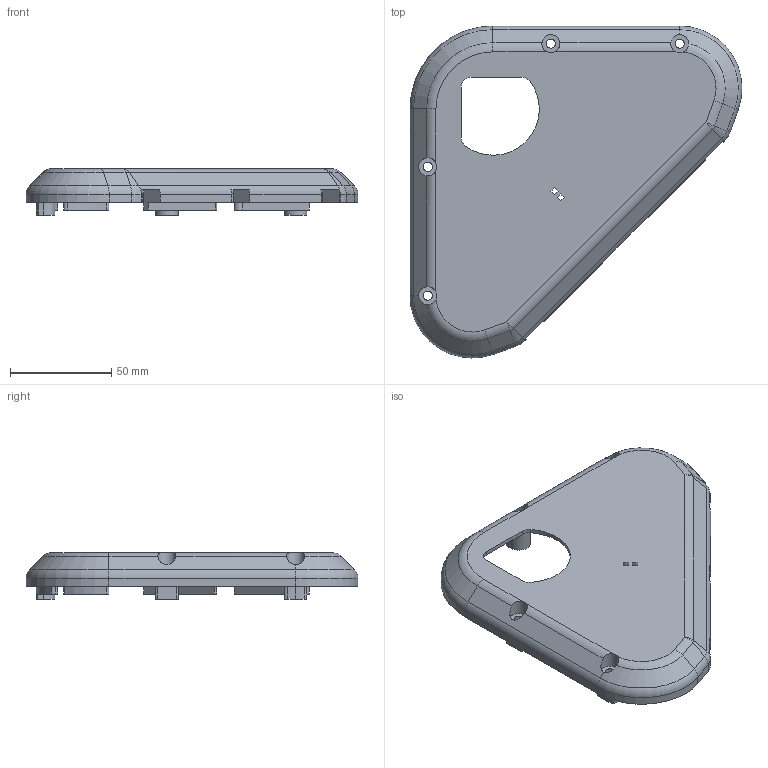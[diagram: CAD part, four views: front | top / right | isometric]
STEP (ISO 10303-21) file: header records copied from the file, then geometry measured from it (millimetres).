
FILE_DESCRIPTION(/* description */ (''),/* implementation_level */ '2;1');
FILE_NAME(/* name */ 'MK4i_cover_002.stp',/* time_stamp */ '2024-02-10T08:56:47-05:00',/* author */ ('Paul'),/* organization */ (''),/* preprocessor_version */ 'ST-DEVELOPER v18.1',/* originating_system */ 'Autodesk Inventor 2022',/* authorisation */ '');
FILE_SCHEMA (('AUTOMOTIVE_DESIGN { 1 0 10303 214 3 1 1 }'));
Length unit declared in the file: inch
Products named in the file (1): MK4i_cover_002
Bounding box: 163.7 x 163.7 x 23.01 mm (x, y, z)
Volume: 104437.1 mm3; surface area: 50940.7 mm2
Topology: 1 solids, 1 shells, 179 faces, 479 edges, 305 vertices
Faces by surface type: plane 98, cylinder 63, cone 8, torus 6, bspline 4
Full cylindrical faces by diameter (mm): 4.496 x4, 7.62 x4, 8.89 x4
Entity records: 5826 total; most frequent: CARTESIAN_POINT 1233, ORIENTED_EDGE 954, DIRECTION 954, EDGE_CURVE 477, AXIS2_PLACEMENT_3D 325, VERTEX_POINT 305, LINE 304, VECTOR 304
